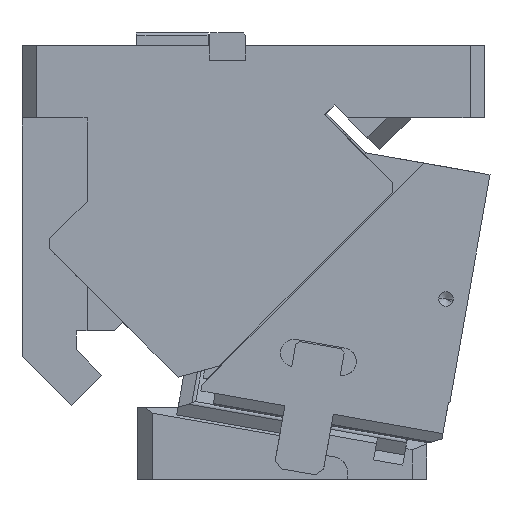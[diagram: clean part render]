
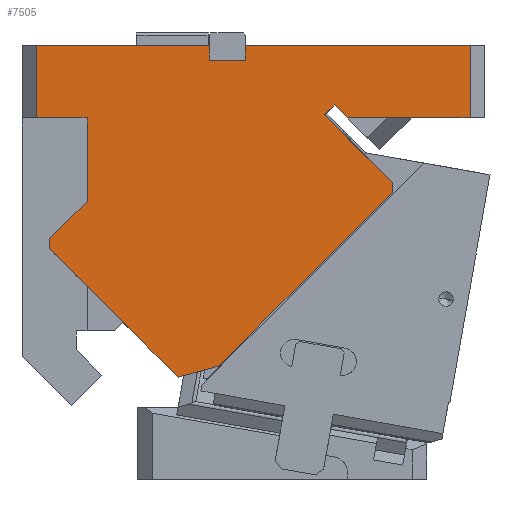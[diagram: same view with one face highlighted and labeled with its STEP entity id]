
A CAD part, front view. The second image highlights one B-rep face of the part: STEP entity #7505.
In plain terms, the highlighted planar face has unit normal (0, -1, 0).
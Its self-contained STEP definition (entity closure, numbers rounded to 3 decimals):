
#293=CARTESIAN_POINT('Vertex',(-310.,-110.,180.)) ;
#296=CARTESIAN_POINT('Line Origine',(-250.25,-110.,180.)) ;
#300=CARTESIAN_POINT('Vertex',(-190.5,-110.,180.)) ;
#578=CARTESIAN_POINT('Vertex',(-310.,-110.,130.)) ;
#581=CARTESIAN_POINT('Line Origine',(-310.,-110.,155.)) ;
#1552=CARTESIAN_POINT('Vertex',(-94.87,-110.,130.)) ;
#1555=CARTESIAN_POINT('Line Origine',(-99.375,-110.,134.505)) ;
#1559=CARTESIAN_POINT('Vertex',(-103.881,-110.,139.011)) ;
#3417=CARTESIAN_POINT('Vertex',(-300.704,-110.,46.486)) ;
#3433=CARTESIAN_POINT('Vertex',(-300.704,-110.,39.415)) ;
#3436=CARTESIAN_POINT('Line Origine',(-300.704,-110.,42.597)) ;
#3440=CARTESIAN_POINT('Vertex',(-300.704,-110.,45.779)) ;
#3443=CARTESIAN_POINT('Line Origine',(-300.704,-110.,46.132)) ;
#3456=CARTESIAN_POINT('Line Origine',(-287.852,-110.,59.338)) ;
#3460=CARTESIAN_POINT('Vertex',(-275.,-110.,72.19)) ;
#3495=CARTESIAN_POINT('Vertex',(-190.5,-110.,170.)) ;
#3498=CARTESIAN_POINT('Line Origine',(-178.,-110.,170.)) ;
#3502=CARTESIAN_POINT('Vertex',(-165.5,-110.,170.)) ;
#3537=CARTESIAN_POINT('Line Origine',(-165.5,-110.,175.)) ;
#3541=CARTESIAN_POINT('Vertex',(-165.5,-110.,180.)) ;
#3576=CARTESIAN_POINT('Vertex',(-10.,-110.,130.)) ;
#3590=CARTESIAN_POINT('Vertex',(-10.,-110.,180.)) ;
#3593=CARTESIAN_POINT('Line Origine',(-10.,-110.,155.)) ;
#3618=CARTESIAN_POINT('Vertex',(-63.823,-110.,85.377)) ;
#3621=CARTESIAN_POINT('Line Origine',(-63.823,-110.,81.841)) ;
#3625=CARTESIAN_POINT('Vertex',(-63.823,-110.,78.306)) ;
#3666=CARTESIAN_POINT('Vertex',(-183.805,-110.,-41.676)) ;
#3669=CARTESIAN_POINT('Line Origine',(-197.925,-110.,-45.459)) ;
#3673=CARTESIAN_POINT('Vertex',(-212.046,-110.,-49.243)) ;
#6152=CARTESIAN_POINT('Line Origine',(-123.814,-110.,18.315)) ;
#6168=CARTESIAN_POINT('Vertex',(-110.669,-110.,132.223)) ;
#6171=CARTESIAN_POINT('Line Origine',(-87.246,-110.,108.8)) ;
#6527=CARTESIAN_POINT('Line Origine',(-256.375,-110.,-4.914)) ;
#6838=CARTESIAN_POINT('Line Origine',(-107.275,-110.,135.617)) ;
#7123=CARTESIAN_POINT('Line Origine',(-52.435,-110.,130.)) ;
#7167=CARTESIAN_POINT('Line Origine',(-87.75,-110.,180.)) ;
#7312=CARTESIAN_POINT('Line Origine',(-275.,-110.,101.095)) ;
#7316=CARTESIAN_POINT('Vertex',(-275.,-110.,130.)) ;
#7461=CARTESIAN_POINT('Line Origine',(-190.5,-110.,175.)) ;
#7473=CARTESIAN_POINT('Axis2P3D Location',(0.,-110.,130.)) ;
#7478=CARTESIAN_POINT('Line Origine',(-292.5,-110.,130.)) ;
#297=DIRECTION('Vector Direction',(-1.,0.,0.)) ;
#582=DIRECTION('Vector Direction',(0.,0.,-1.)) ;
#1556=DIRECTION('Vector Direction',(0.707,0.,-0.707)) ;
#3437=DIRECTION('Vector Direction',(0.,0.,-1.)) ;
#3444=DIRECTION('Vector Direction',(0.,0.,1.)) ;
#3457=DIRECTION('Vector Direction',(-0.707,0.,-0.707)) ;
#3499=DIRECTION('Vector Direction',(-1.,0.,0.)) ;
#3538=DIRECTION('Vector Direction',(0.,0.,-1.)) ;
#3594=DIRECTION('Vector Direction',(0.,0.,1.)) ;
#3622=DIRECTION('Vector Direction',(0.,0.,1.)) ;
#3670=DIRECTION('Vector Direction',(0.966,0.,0.259)) ;
#6153=DIRECTION('Vector Direction',(-0.707,0.,-0.707)) ;
#6172=DIRECTION('Vector Direction',(0.707,0.,-0.707)) ;
#6528=DIRECTION('Vector Direction',(-0.707,0.,0.707)) ;
#6839=DIRECTION('Vector Direction',(-0.707,0.,-0.707)) ;
#7124=DIRECTION('Vector Direction',(1.,0.,0.)) ;
#7168=DIRECTION('Vector Direction',(-1.,0.,0.)) ;
#7313=DIRECTION('Vector Direction',(0.,0.,-1.)) ;
#7462=DIRECTION('Vector Direction',(0.,0.,-1.)) ;
#7474=DIRECTION('Axis2P3D Direction',(0.,1.,0.)) ;
#7475=DIRECTION('Axis2P3D XDirection',(-1.,0.,0.)) ;
#7479=DIRECTION('Vector Direction',(1.,0.,0.)) ;
#7476=AXIS2_PLACEMENT_3D('Plane Axis2P3D',#7473,#7474,#7475) ;
#7484=ORIENTED_EDGE('',*,*,#3675,.T.) ;
#7485=ORIENTED_EDGE('',*,*,#6156,.F.) ;
#7486=ORIENTED_EDGE('',*,*,#3627,.T.) ;
#7487=ORIENTED_EDGE('',*,*,#6175,.F.) ;
#7488=ORIENTED_EDGE('',*,*,#6842,.F.) ;
#7489=ORIENTED_EDGE('',*,*,#1561,.T.) ;
#7490=ORIENTED_EDGE('',*,*,#7127,.T.) ;
#7491=ORIENTED_EDGE('',*,*,#3597,.T.) ;
#7492=ORIENTED_EDGE('',*,*,#7171,.T.) ;
#7493=ORIENTED_EDGE('',*,*,#3543,.T.) ;
#7494=ORIENTED_EDGE('',*,*,#3504,.T.) ;
#7495=ORIENTED_EDGE('',*,*,#7465,.F.) ;
#7496=ORIENTED_EDGE('',*,*,#302,.T.) ;
#7497=ORIENTED_EDGE('',*,*,#585,.T.) ;
#7498=ORIENTED_EDGE('',*,*,#7482,.T.) ;
#7499=ORIENTED_EDGE('',*,*,#7318,.T.) ;
#7500=ORIENTED_EDGE('',*,*,#3462,.T.) ;
#7501=ORIENTED_EDGE('',*,*,#3447,.F.) ;
#7502=ORIENTED_EDGE('',*,*,#3442,.T.) ;
#7503=ORIENTED_EDGE('',*,*,#6531,.F.) ;
#298=VECTOR('Line Direction',#297,1.) ;
#583=VECTOR('Line Direction',#582,1.) ;
#1557=VECTOR('Line Direction',#1556,1.) ;
#3438=VECTOR('Line Direction',#3437,1.) ;
#3445=VECTOR('Line Direction',#3444,1.) ;
#3458=VECTOR('Line Direction',#3457,1.) ;
#3500=VECTOR('Line Direction',#3499,1.) ;
#3539=VECTOR('Line Direction',#3538,1.) ;
#3595=VECTOR('Line Direction',#3594,1.) ;
#3623=VECTOR('Line Direction',#3622,1.) ;
#3671=VECTOR('Line Direction',#3670,1.) ;
#6154=VECTOR('Line Direction',#6153,1.) ;
#6173=VECTOR('Line Direction',#6172,1.) ;
#6529=VECTOR('Line Direction',#6528,1.) ;
#6840=VECTOR('Line Direction',#6839,1.) ;
#7125=VECTOR('Line Direction',#7124,1.) ;
#7169=VECTOR('Line Direction',#7168,1.) ;
#7314=VECTOR('Line Direction',#7313,1.) ;
#7463=VECTOR('Line Direction',#7462,1.) ;
#7480=VECTOR('Line Direction',#7479,1.) ;
#7505=ADVANCED_FACE('CAM HOLDER',(#7504),#7477,.F.) ;
#302=EDGE_CURVE('',#301,#294,#299,.T.) ;
#585=EDGE_CURVE('',#294,#579,#584,.T.) ;
#1561=EDGE_CURVE('',#1560,#1553,#1558,.T.) ;
#3442=EDGE_CURVE('',#3441,#3434,#3439,.T.) ;
#3447=EDGE_CURVE('',#3441,#3418,#3446,.T.) ;
#3462=EDGE_CURVE('',#3461,#3418,#3459,.T.) ;
#3504=EDGE_CURVE('',#3503,#3496,#3501,.T.) ;
#3543=EDGE_CURVE('',#3542,#3503,#3540,.T.) ;
#3597=EDGE_CURVE('',#3577,#3591,#3596,.T.) ;
#3627=EDGE_CURVE('',#3626,#3619,#3624,.T.) ;
#3675=EDGE_CURVE('',#3674,#3667,#3672,.T.) ;
#6156=EDGE_CURVE('',#3626,#3667,#6155,.T.) ;
#6175=EDGE_CURVE('',#6169,#3619,#6174,.T.) ;
#6531=EDGE_CURVE('',#3674,#3434,#6530,.T.) ;
#6842=EDGE_CURVE('',#1560,#6169,#6841,.T.) ;
#7127=EDGE_CURVE('',#1553,#3577,#7126,.T.) ;
#7171=EDGE_CURVE('',#3591,#3542,#7170,.T.) ;
#7318=EDGE_CURVE('',#7317,#3461,#7315,.T.) ;
#7465=EDGE_CURVE('',#301,#3496,#7464,.T.) ;
#7482=EDGE_CURVE('',#579,#7317,#7481,.T.) ;
#7483=EDGE_LOOP('',(#7484,#7485,#7486,#7487,#7488,#7489,#7490,#7491,#7492,#7493,#7494,#7495,#7496,#7497,#7498,#7499,#7500,#7501,#7502,#7503)) ;
#7504=FACE_OUTER_BOUND('',#7483,.T.) ;
#299=LINE('Line',#296,#298) ;
#584=LINE('Line',#581,#583) ;
#1558=LINE('Line',#1555,#1557) ;
#3439=LINE('Line',#3436,#3438) ;
#3446=LINE('Line',#3443,#3445) ;
#3459=LINE('Line',#3456,#3458) ;
#3501=LINE('Line',#3498,#3500) ;
#3540=LINE('Line',#3537,#3539) ;
#3596=LINE('Line',#3593,#3595) ;
#3624=LINE('Line',#3621,#3623) ;
#3672=LINE('Line',#3669,#3671) ;
#6155=LINE('Line',#6152,#6154) ;
#6174=LINE('Line',#6171,#6173) ;
#6530=LINE('Line',#6527,#6529) ;
#6841=LINE('Line',#6838,#6840) ;
#7126=LINE('Line',#7123,#7125) ;
#7170=LINE('Line',#7167,#7169) ;
#7315=LINE('Line',#7312,#7314) ;
#7464=LINE('Line',#7461,#7463) ;
#7481=LINE('Line',#7478,#7480) ;
#7477=PLANE('Plane',#7476) ;
#294=VERTEX_POINT('',#293) ;
#301=VERTEX_POINT('',#300) ;
#579=VERTEX_POINT('',#578) ;
#1553=VERTEX_POINT('',#1552) ;
#1560=VERTEX_POINT('',#1559) ;
#3418=VERTEX_POINT('',#3417) ;
#3434=VERTEX_POINT('',#3433) ;
#3441=VERTEX_POINT('',#3440) ;
#3461=VERTEX_POINT('',#3460) ;
#3496=VERTEX_POINT('',#3495) ;
#3503=VERTEX_POINT('',#3502) ;
#3542=VERTEX_POINT('',#3541) ;
#3577=VERTEX_POINT('',#3576) ;
#3591=VERTEX_POINT('',#3590) ;
#3619=VERTEX_POINT('',#3618) ;
#3626=VERTEX_POINT('',#3625) ;
#3667=VERTEX_POINT('',#3666) ;
#3674=VERTEX_POINT('',#3673) ;
#6169=VERTEX_POINT('',#6168) ;
#7317=VERTEX_POINT('',#7316) ;
